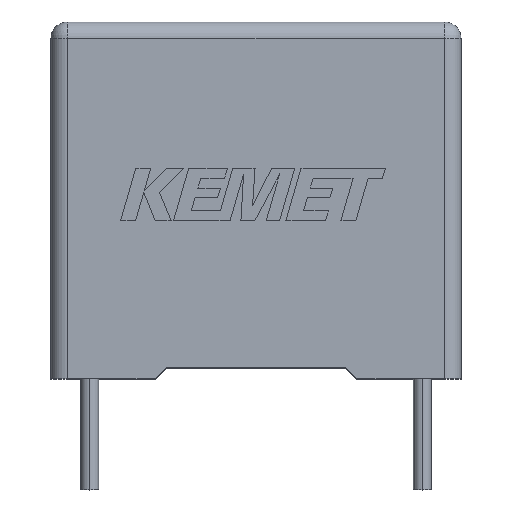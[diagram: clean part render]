
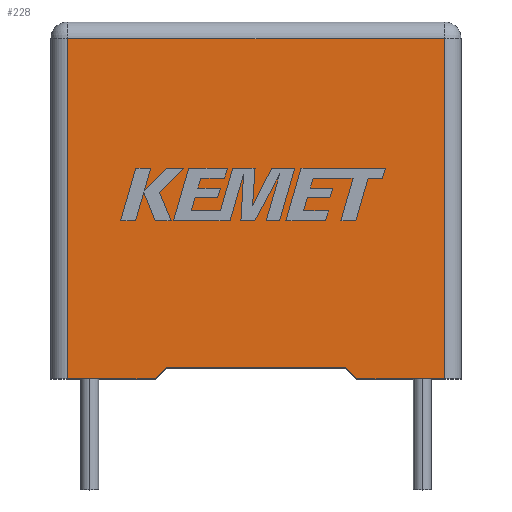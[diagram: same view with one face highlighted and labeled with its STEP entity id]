
A CAD part, top view. The second image highlights one B-rep face of the part: STEP entity #228.
In plain terms, the highlighted planar face has unit normal (0, 0, 1).
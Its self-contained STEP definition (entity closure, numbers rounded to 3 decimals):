
#228=ADVANCED_FACE('NONE',(#487),#488,.F.);
#487=FACE_OUTER_BOUND('',#795,.T.);
#488=PLANE('',#796);
#795=EDGE_LOOP('',(#1321,#1322,#1323,#1324,#1325,#1326,#1327,#1328));
#796=AXIS2_PLACEMENT_3D('',#1329,#1330,#1331);
#1321=ORIENTED_EDGE('',*,*,#1971,.F.);
#1322=ORIENTED_EDGE('',*,*,#1972,.T.);
#1323=ORIENTED_EDGE('',*,*,#1973,.T.);
#1324=ORIENTED_EDGE('',*,*,#1974,.T.);
#1325=ORIENTED_EDGE('',*,*,#1975,.F.);
#1326=ORIENTED_EDGE('',*,*,#1976,.F.);
#1327=ORIENTED_EDGE('',*,*,#1946,.T.);
#1328=ORIENTED_EDGE('',*,*,#1977,.F.);
#1329=CARTESIAN_POINT('',(0.0,0.0,10.2));
#1330=DIRECTION('',(0.0,0.0,-1.0));
#1331=DIRECTION('',(0.0,-1.0,0.0));
#1946=EDGE_CURVE('NONE',#2350,#2348,#2351,.T.);
#1971=EDGE_CURVE('NONE',#2393,#2394,#2395,.T.);
#1972=EDGE_CURVE('NONE',#2393,#2396,#2397,.T.);
#1973=EDGE_CURVE('NONE',#2396,#2398,#2399,.T.);
#1974=EDGE_CURVE('NONE',#2398,#2400,#2401,.T.);
#1975=EDGE_CURVE('NONE',#2402,#2400,#2403,.T.);
#1976=EDGE_CURVE('NONE',#2350,#2402,#2404,.T.);
#1977=EDGE_CURVE('NONE',#2394,#2348,#2405,.T.);
#2348=VERTEX_POINT('NONE',#2928);
#2350=VERTEX_POINT('NONE',#2931);
#2351=LINE('',#2932,#2933);
#2393=VERTEX_POINT('NONE',#2993);
#2394=VERTEX_POINT('NONE',#2994);
#2395=LINE('',#2995,#2996);
#2396=VERTEX_POINT('NONE',#2997);
#2397=LINE('',#2998,#2999);
#2398=VERTEX_POINT('NONE',#3000);
#2399=LINE('',#3001,#3002);
#2400=VERTEX_POINT('NONE',#3003);
#2401=LINE('',#3004,#3005);
#2402=VERTEX_POINT('NONE',#3006);
#2403=LINE('',#3007,#3008);
#2404=LINE('',#3009,#3010);
#2405=LINE('',#3011,#3012);
#2928=CARTESIAN_POINT('',(4.05,-7.8,10.2));
#2931=CARTESIAN_POINT('',(-4.05,-7.8,10.2));
#2932=CARTESIAN_POINT('',(-9.25,-7.8,10.2));
#2933=VECTOR('',#3440,1000.0);
#2993=CARTESIAN_POINT('',(8.5,-8.3,10.2));
#2994=CARTESIAN_POINT('',(4.55,-8.3,10.2));
#2995=CARTESIAN_POINT('',(4.05,-8.3,10.2));
#2996=VECTOR('',#3465,1000.0);
#2997=CARTESIAN_POINT('',(8.5,7.05,10.2));
#2998=CARTESIAN_POINT('',(8.5,0.0,10.2));
#2999=VECTOR('',#3466,1000.0);
#3000=CARTESIAN_POINT('',(-8.5,7.05,10.2));
#3001=CARTESIAN_POINT('',(0.0,7.05,10.2));
#3002=VECTOR('',#3467,1000.0);
#3003=CARTESIAN_POINT('',(-8.5,-8.3,10.2));
#3004=CARTESIAN_POINT('',(-8.5,0.0,10.2));
#3005=VECTOR('',#3468,1000.0);
#3006=CARTESIAN_POINT('',(-4.55,-8.3,10.2));
#3007=CARTESIAN_POINT('',(-9.25,-8.3,10.2));
#3008=VECTOR('',#3469,1000.0);
#3009=CARTESIAN_POINT('',(-4.05,-7.8,10.2));
#3010=VECTOR('',#3470,1000.0);
#3011=CARTESIAN_POINT('',(4.55,-8.3,10.2));
#3012=VECTOR('',#3471,1000.0);
#3440=DIRECTION('',(1.0,0.0,0.0));
#3465=DIRECTION('',(-1.0,-0.0,-0.0));
#3466=DIRECTION('',(0.0,1.0,0.0));
#3467=DIRECTION('',(-1.0,0.0,0.0));
#3468=DIRECTION('',(0.0,-1.0,0.0));
#3469=DIRECTION('',(-1.0,-0.0,0.));
#3470=DIRECTION('',(-0.707,-0.707,0.0));
#3471=DIRECTION('',(-0.707,0.707,0.0));
